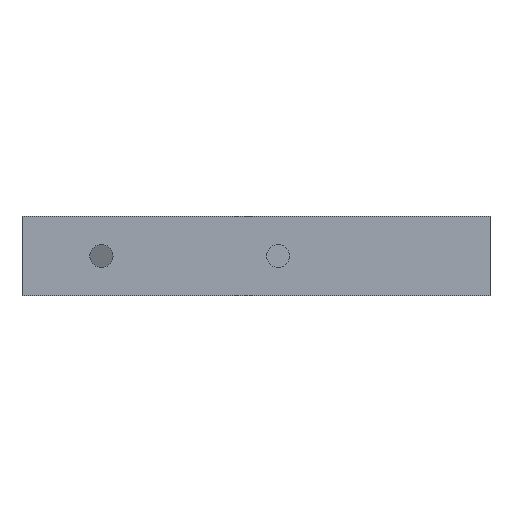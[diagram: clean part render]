
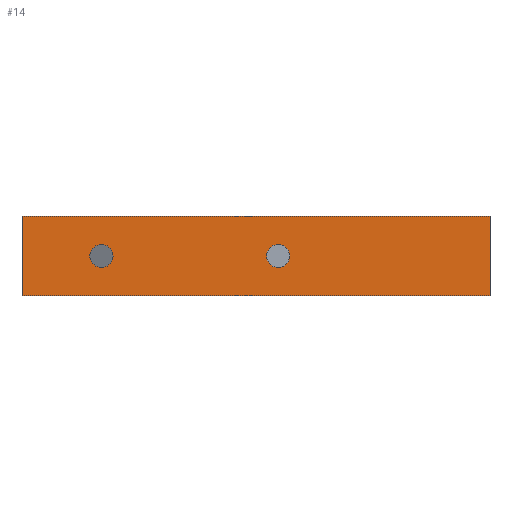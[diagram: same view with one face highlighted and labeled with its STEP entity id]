
A CAD part, front view. The second image highlights one B-rep face of the part: STEP entity #14.
In plain terms, the highlighted planar face has unit normal (0, -1, 0).
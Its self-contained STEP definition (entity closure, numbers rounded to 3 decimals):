
#14 = ADVANCED_FACE ( 'NONE', ( #2570, #867, #771 ), #1205, .F. ) ;
#46 = CIRCLE ( 'NONE', #148, 5.25 ) ;
#81 = DIRECTION ( 'NONE',  ( 0., 0., -1. ) ) ;
#84 = DIRECTION ( 'NONE',  ( 1., 0., 0. ) ) ;
#88 = LINE ( 'NONE', #2710, #2248 ) ;
#94 = CARTESIAN_POINT ( 'NONE',  ( 116., 0., 0. ) ) ;
#121 = CARTESIAN_POINT ( 'NONE',  ( 212., 0., 18. ) ) ;
#148 = AXIS2_PLACEMENT_3D ( 'NONE', #1106, #2717, #1336 ) ;
#227 = EDGE_CURVE ( 'NONE', #486, #1479, #475, .T. ) ;
#236 = LINE ( 'NONE', #1741, #907 ) ;
#345 = DIRECTION ( 'NONE',  ( 0., 0., -1. ) ) ;
#426 = ORIENTED_EDGE ( 'NONE', *, *, #1328, .T. ) ;
#457 = ORIENTED_EDGE ( 'NONE', *, *, #227, .F. ) ;
#475 = LINE ( 'NONE', #2386, #1381 ) ;
#486 = VERTEX_POINT ( 'NONE', #2335 ) ;
#771 = FACE_BOUND ( 'NONE', #2835, .T. ) ;
#799 = DIRECTION ( 'NONE',  ( -1., 0., 0. ) ) ;
#867 = FACE_BOUND ( 'NONE', #1029, .T. ) ;
#907 = VECTOR ( 'NONE', #81, 1000. ) ;
#934 = CARTESIAN_POINT ( 'NONE',  ( 36., 0., -5.25 ) ) ;
#948 = AXIS2_PLACEMENT_3D ( 'NONE', #1960, #2196, #799 ) ;
#1002 = ORIENTED_EDGE ( 'NONE', *, *, #1423, .T. ) ;
#1029 = EDGE_LOOP ( 'NONE', ( #2276 ) ) ;
#1057 = CARTESIAN_POINT ( 'NONE',  ( 0., 0., -18. ) ) ;
#1100 = DIRECTION ( 'NONE',  ( 0., 0., -1. ) ) ;
#1106 = CARTESIAN_POINT ( 'NONE',  ( 36., 0., 0. ) ) ;
#1159 = VERTEX_POINT ( 'NONE', #2308 ) ;
#1205 = PLANE ( 'NONE',  #948 ) ;
#1267 = ORIENTED_EDGE ( 'NONE', *, *, #2246, .F. ) ;
#1328 = EDGE_CURVE ( 'NONE', #486, #1389, #88, .T. ) ;
#1336 = DIRECTION ( 'NONE',  ( 0., 0., -1. ) ) ;
#1381 = VECTOR ( 'NONE', #1763, 1000. ) ;
#1389 = VERTEX_POINT ( 'NONE', #1057 ) ;
#1423 = EDGE_CURVE ( 'NONE', #1389, #1159, #1426, .T. ) ;
#1426 = LINE ( 'NONE', #2905, #3019 ) ;
#1479 = VERTEX_POINT ( 'NONE', #121 ) ;
#1548 = EDGE_LOOP ( 'NONE', ( #1002, #1267, #457, #426 ) ) ;
#1616 = ORIENTED_EDGE ( 'NONE', *, *, #2405, .F. ) ;
#1741 = CARTESIAN_POINT ( 'NONE',  ( 212., 0., 18. ) ) ;
#1761 = DIRECTION ( 'NONE',  ( 0., -1., 0. ) ) ;
#1763 = DIRECTION ( 'NONE',  ( 1., 0., 0. ) ) ;
#1844 = AXIS2_PLACEMENT_3D ( 'NONE', #94, #1761, #345 ) ;
#1893 = CIRCLE ( 'NONE', #1844, 5.25 ) ;
#1960 = CARTESIAN_POINT ( 'NONE',  ( 212., 0., 18. ) ) ;
#2196 = DIRECTION ( 'NONE',  ( 0., 1., 0. ) ) ;
#2215 = VERTEX_POINT ( 'NONE', #2549 ) ;
#2246 = EDGE_CURVE ( 'NONE', #1479, #1159, #236, .T. ) ;
#2248 = VECTOR ( 'NONE', #1100, 1000. ) ;
#2276 = ORIENTED_EDGE ( 'NONE', *, *, #2298, .F. ) ;
#2288 = VERTEX_POINT ( 'NONE', #934 ) ;
#2298 = EDGE_CURVE ( 'NONE', #2288, #2288, #46, .T. ) ;
#2308 = CARTESIAN_POINT ( 'NONE',  ( 212., 0., -18. ) ) ;
#2335 = CARTESIAN_POINT ( 'NONE',  ( 0., 0., 18. ) ) ;
#2386 = CARTESIAN_POINT ( 'NONE',  ( 212., 0., 18. ) ) ;
#2405 = EDGE_CURVE ( 'NONE', #2215, #2215, #1893, .T. ) ;
#2549 = CARTESIAN_POINT ( 'NONE',  ( 116., 0., -5.25 ) ) ;
#2570 = FACE_OUTER_BOUND ( 'NONE', #1548, .T. ) ;
#2710 = CARTESIAN_POINT ( 'NONE',  ( 0., 0., 18. ) ) ;
#2717 = DIRECTION ( 'NONE',  ( 0., -1., 0. ) ) ;
#2835 = EDGE_LOOP ( 'NONE', ( #1616 ) ) ;
#2905 = CARTESIAN_POINT ( 'NONE',  ( 212., 0., -18. ) ) ;
#3019 = VECTOR ( 'NONE', #84, 1000. ) ;
